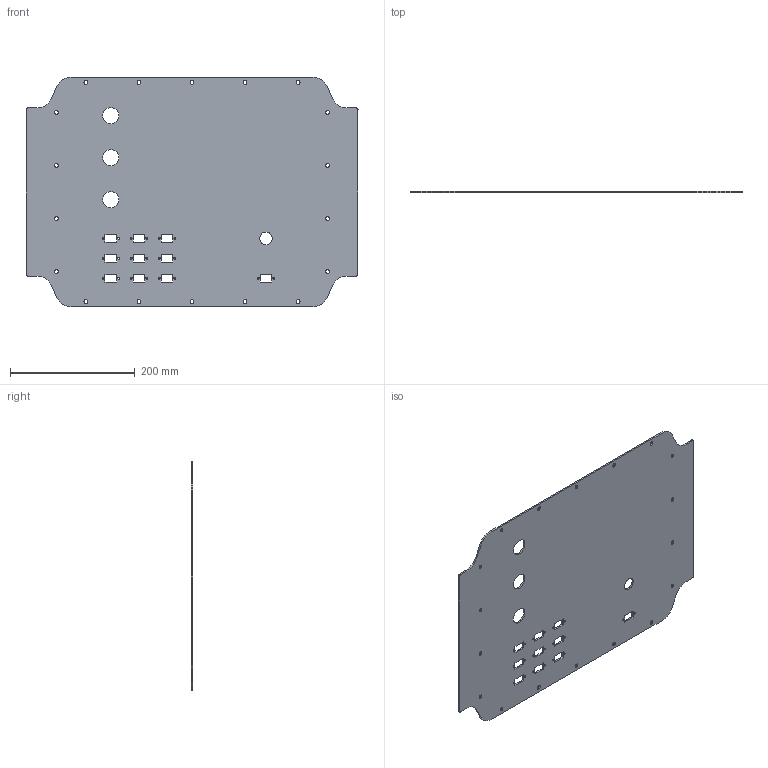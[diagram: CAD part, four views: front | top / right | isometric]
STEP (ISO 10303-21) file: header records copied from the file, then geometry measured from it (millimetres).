
FILE_DESCRIPTION (( 'STEP AP214' ), '1' );
FILE_NAME ('Panther 1.2 Lid.STEP', '2024-11-14T17:51:45', ( '' ), ( '' ), 'SwSTEP 2.0', 'SolidWorks 2023', '' );
FILE_SCHEMA (( 'AUTOMOTIVE_DESIGN' ));
Length unit declared in the file: millimetre
Products named in the file (1): Panther 1.2 Lid
Bounding box: 532 x 2.5 x 367.9 mm (x, y, z)
Volume: 455029 mm3; surface area: 371928.8 mm2
Topology: 1 solids, 1 shells, 152 faces, 450 edges, 300 vertices
Faces by surface type: cylinder 98, plane 54
Entity records: 5401 total; most frequent: DIRECTION 952, CARTESIAN_POINT 903, ORIENTED_EDGE 900, EDGE_CURVE 450, AXIS2_PLACEMENT_3D 349, VERTEX_POINT 300, EDGE_LOOP 256, VECTOR 254
